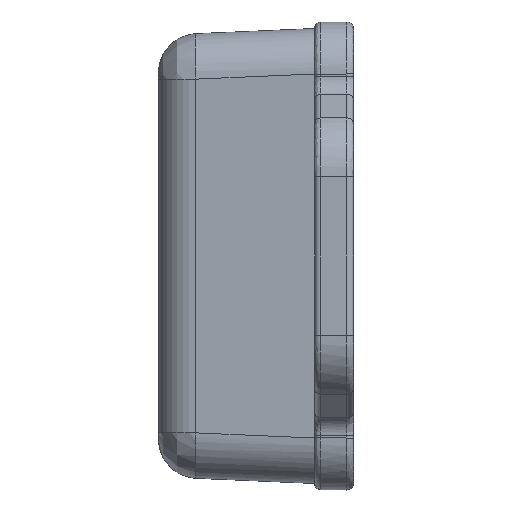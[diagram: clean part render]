
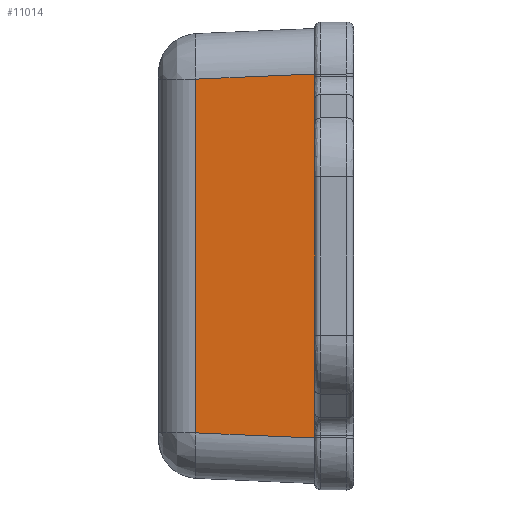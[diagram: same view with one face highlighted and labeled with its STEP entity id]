
A CAD part, left-side view. The second image highlights one B-rep face of the part: STEP entity #11014.
In plain terms, the highlighted planar face has unit normal (-0.999, 0.044, 0).
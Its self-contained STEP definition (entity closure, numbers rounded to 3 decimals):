
#7840=CARTESIAN_POINT('',(-17.5,0.,-14.003));
#7853=DIRECTION('',(0.,0.,-1.));
#7854=VECTOR('',#7853,28.007);
#7855=CARTESIAN_POINT('',(-17.5,0.,14.003));
#7856=LINE('',#7855,#7854);
#7868=CARTESIAN_POINT('',(-17.5,0.,14.003));
#8002=CARTESIAN_POINT('',(-17.101,9.131,
-13.605));
#8259=DIRECTION('',(0.,0.,1.));
#8260=VECTOR('',#8259,27.209);
#8261=CARTESIAN_POINT('',(-17.101,9.131,
-13.605));
#8262=LINE('',#8261,#8260);
#8266=DIRECTION('',(-0.044,-0.998,0.044));
#8267=VECTOR('',#8266,9.148);
#8268=CARTESIAN_POINT('',(-17.101,9.131,13.605));
#8269=LINE('',#8268,#8267);
#8273=DIRECTION('',(-0.044,-0.998,-0.044));
#8274=VECTOR('',#8273,9.148);
#8275=CARTESIAN_POINT('',(-17.101,9.131,
-13.605));
#8276=LINE('',#8275,#8274);
#10274=VERTEX_POINT('',#7840);
#10277=VERTEX_POINT('',#7868);
#10306=VERTEX_POINT('',#8002);
#10311=CARTESIAN_POINT('',(-17.101,9.131,
13.605));
#10312=VERTEX_POINT('',#10311);
#11002=CARTESIAN_POINT('',(-17.5,0.,-19.153));
#11003=DIRECTION('',(-0.999,0.044,0.));
#11004=DIRECTION('',(0.,0.,-1.));
#11005=AXIS2_PLACEMENT_3D('',#11002,#11003,#11004);
#11006=PLANE('',#11005);
#11008=ORIENTED_EDGE('',*,*,#11007,.T.);
#11009=ORIENTED_EDGE('',*,*,#10997,.T.);
#11010=ORIENTED_EDGE('',*,*,#10560,.T.);
#11011=ORIENTED_EDGE('',*,*,#10602,.F.);
#11012=EDGE_LOOP('',(#11008,#11009,#11010,#11011));
#11013=FACE_OUTER_BOUND('',#11012,.F.);
#11014=ADVANCED_FACE('',(#11013),#11006,.T.);
#10560=EDGE_CURVE('',#10277,#10274,#7856,.T.);
#10602=EDGE_CURVE('',#10306,#10274,#8276,.T.);
#10997=EDGE_CURVE('',#10312,#10277,#8269,.T.);
#11007=EDGE_CURVE('',#10306,#10312,#8262,.T.);
